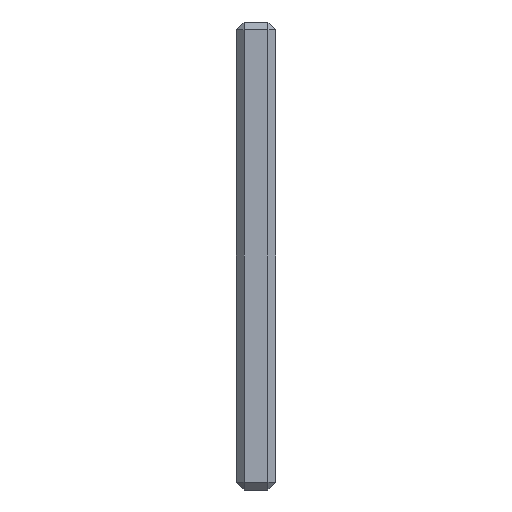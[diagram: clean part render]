
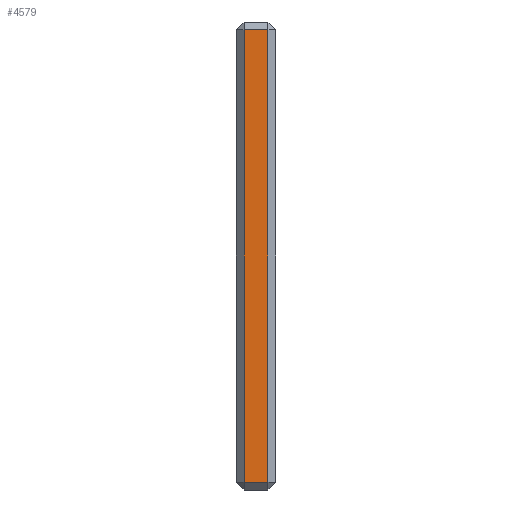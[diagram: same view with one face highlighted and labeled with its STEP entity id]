
A CAD part, left-side view. The second image highlights one B-rep face of the part: STEP entity #4579.
In plain terms, the highlighted planar face has unit normal (-1, 0, 0).
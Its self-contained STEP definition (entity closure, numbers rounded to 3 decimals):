
#1453=DIRECTION('',(0.,-1.,0.));
#1454=VECTOR('',#1453,3.);
#1455=CARTESIAN_POINT('',(-272.,-299.,154.7));
#1456=LINE('',#1455,#1454);
#1523=DIRECTION('',(0.,0.,1.));
#1524=VECTOR('',#1523,57.);
#1525=CARTESIAN_POINT('',(-272.,-299.,97.7));
#1526=LINE('',#1525,#1524);
#1551=DIRECTION('',(0.,1.,0.));
#1552=VECTOR('',#1551,3.);
#1553=CARTESIAN_POINT('',(-272.,-302.,97.7));
#1554=LINE('',#1553,#1552);
#1572=DIRECTION('',(0.,0.,-1.));
#1573=VECTOR('',#1572,57.);
#1574=CARTESIAN_POINT('',(-272.,-302.,154.7));
#1575=LINE('',#1574,#1573);
#3260=CARTESIAN_POINT('',(-272.,-302.,97.7));
#3261=CARTESIAN_POINT('',(-272.,-299.,97.7));
#3262=VERTEX_POINT('',#3260);
#3263=VERTEX_POINT('',#3261);
#3264=CARTESIAN_POINT('',(-272.,-302.,154.7));
#3265=VERTEX_POINT('',#3264);
#3266=CARTESIAN_POINT('',(-272.,-299.,154.7));
#3267=VERTEX_POINT('',#3266);
#4567=CARTESIAN_POINT('',(-272.,0.,314.7));
#4568=DIRECTION('',(-1.,0.,0.));
#4569=DIRECTION('',(0.,0.,1.));
#4570=AXIS2_PLACEMENT_3D('',#4567,#4568,#4569);
#4571=PLANE('',#4570);
#4572=ORIENTED_EDGE('',*,*,#4551,.T.);
#4573=ORIENTED_EDGE('',*,*,#4514,.T.);
#4574=ORIENTED_EDGE('',*,*,#4394,.T.);
#4576=ORIENTED_EDGE('',*,*,#4575,.T.);
#4577=EDGE_LOOP('',(#4572,#4573,#4574,#4576));
#4578=FACE_OUTER_BOUND('',#4577,.F.);
#4394=EDGE_CURVE('',#3267,#3265,#1456,.T.);
#4514=EDGE_CURVE('',#3263,#3267,#1526,.T.);
#4551=EDGE_CURVE('',#3262,#3263,#1554,.T.);
#4575=EDGE_CURVE('',#3265,#3262,#1575,.T.);
#4579=ADVANCED_FACE('',(#4578),#4571,.T.);
